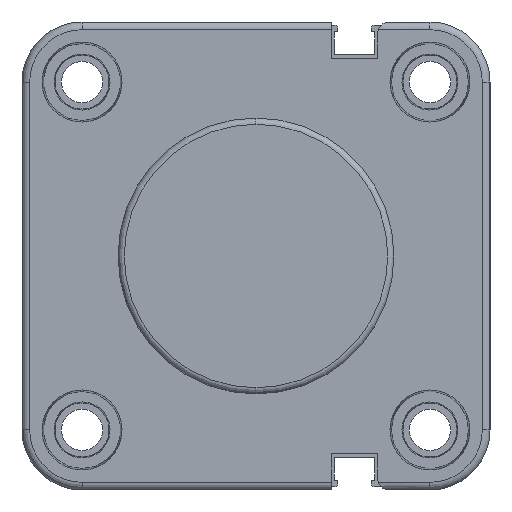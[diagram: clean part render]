
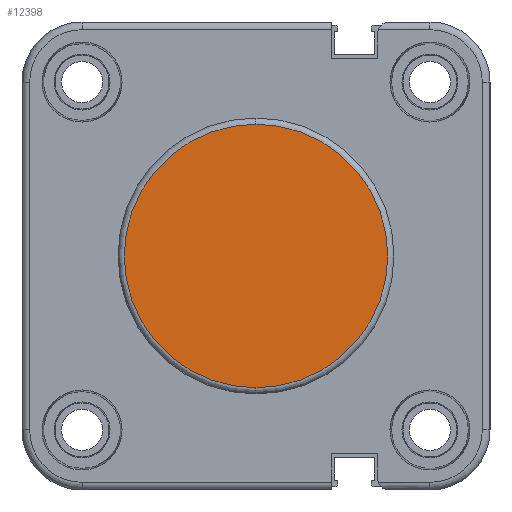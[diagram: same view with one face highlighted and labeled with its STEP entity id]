
A CAD part, left-side view. The second image highlights one B-rep face of the part: STEP entity #12398.
In plain terms, the highlighted planar face has unit normal (-1, 0, 0).
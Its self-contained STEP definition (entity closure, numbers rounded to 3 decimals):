
#959 = CARTESIAN_POINT ( 'NONE',  ( -37.136, 59.863, 45.092 ) ) ;
#1730 = ORIENTED_EDGE ( 'NONE', *, *, #32246, .T. ) ;
#1935 = CIRCLE ( 'NONE', #15689, 21.4 ) ;
#6553 = CARTESIAN_POINT ( 'NONE',  ( -37.136, 59.863, 66.492 ) ) ;
#8130 = AXIS2_PLACEMENT_3D ( 'NONE', #6553, #19780, #9693 ) ;
#9693 = DIRECTION ( 'NONE',  ( 0., 0., 1. ) ) ;
#11154 = DIRECTION ( 'NONE',  ( -1., 0., 0. ) ) ;
#11319 = CARTESIAN_POINT ( 'NONE',  ( -37.136, 59.863, 66.492 ) ) ;
#12398 = ADVANCED_FACE ( 'NONE', ( #31975 ), #19297, .T. ) ;
#14494 = VERTEX_POINT ( 'NONE', #959 ) ;
#14804 = CARTESIAN_POINT ( 'NONE',  ( -37.136, 59.863, 87.892 ) ) ;
#15689 = AXIS2_PLACEMENT_3D ( 'NONE', #23979, #28442, #31388 ) ;
#16679 = ORIENTED_EDGE ( 'NONE', *, *, #28383, .T. ) ;
#19297 = PLANE ( 'NONE',  #8130 ) ;
#19780 = DIRECTION ( 'NONE',  ( -1., 0., 0. ) ) ;
#20259 = VERTEX_POINT ( 'NONE', #14804 ) ;
#20858 = AXIS2_PLACEMENT_3D ( 'NONE', #11319, #11154, #30986 ) ;
#21480 = EDGE_LOOP ( 'NONE', ( #16679, #1730 ) ) ;
#23023 = CIRCLE ( 'NONE', #20858, 21.4 ) ;
#23979 = CARTESIAN_POINT ( 'NONE',  ( -37.136, 59.863, 66.492 ) ) ;
#28383 = EDGE_CURVE ( 'NONE', #20259, #14494, #1935, .T. ) ;
#28442 = DIRECTION ( 'NONE',  ( -1., 0., 0. ) ) ;
#30986 = DIRECTION ( 'NONE',  ( 0., 0., 1. ) ) ;
#31388 = DIRECTION ( 'NONE',  ( 0., 0., 1. ) ) ;
#31975 = FACE_OUTER_BOUND ( 'NONE', #21480, .T. ) ;
#32246 = EDGE_CURVE ( 'NONE', #14494, #20259, #23023, .T. ) ;
